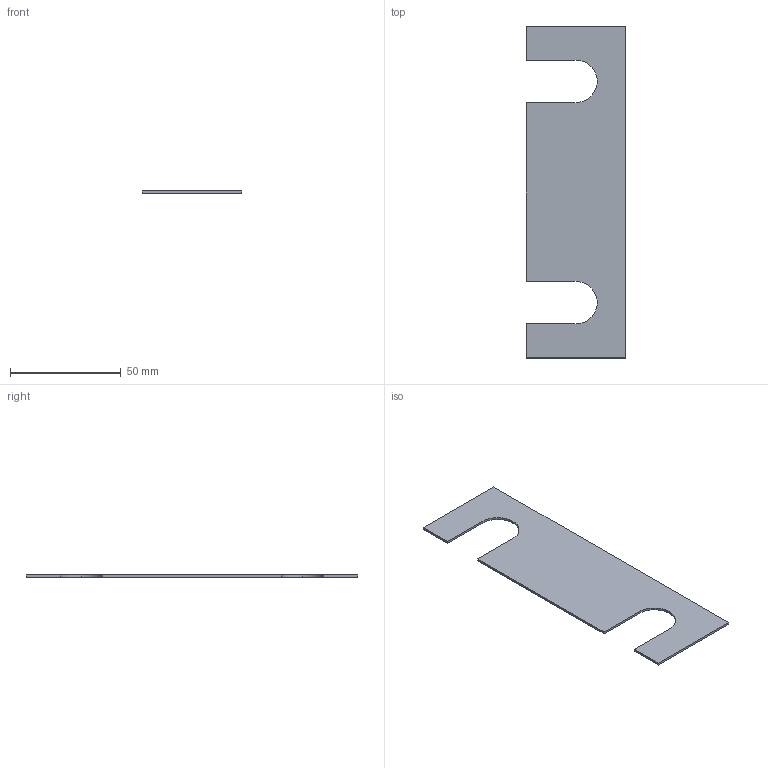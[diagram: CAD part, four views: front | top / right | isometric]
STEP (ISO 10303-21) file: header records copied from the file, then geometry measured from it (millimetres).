
FILE_DESCRIPTION(('STEP AP214'),'1');
FILE_NAME('ds-6-1_0.stp','2016-08-07T13:21:17',('TraceParts'),('TraceParts S.A.'),'Spatial InterOp 3D',' ',' ');
FILE_SCHEMA(('automotive_design'));
Length unit declared in the file: millimetre
Products named in the file (1): ds-6-1_0
Bounding box: 45 x 150 x 1 mm (x, y, z)
Volume: 5596.5 mm3; surface area: 11694.9 mm2
Topology: 1 solids, 1 shells, 16 faces, 42 edges, 28 vertices
Faces by surface type: plane 12, cylinder 4
Entity records: 509 total; most frequent: CARTESIAN_POINT 87, DIRECTION 84, ORIENTED_EDGE 84, EDGE_CURVE 42, LINE 34, VECTOR 34, VERTEX_POINT 28, AXIS2_PLACEMENT_3D 25
